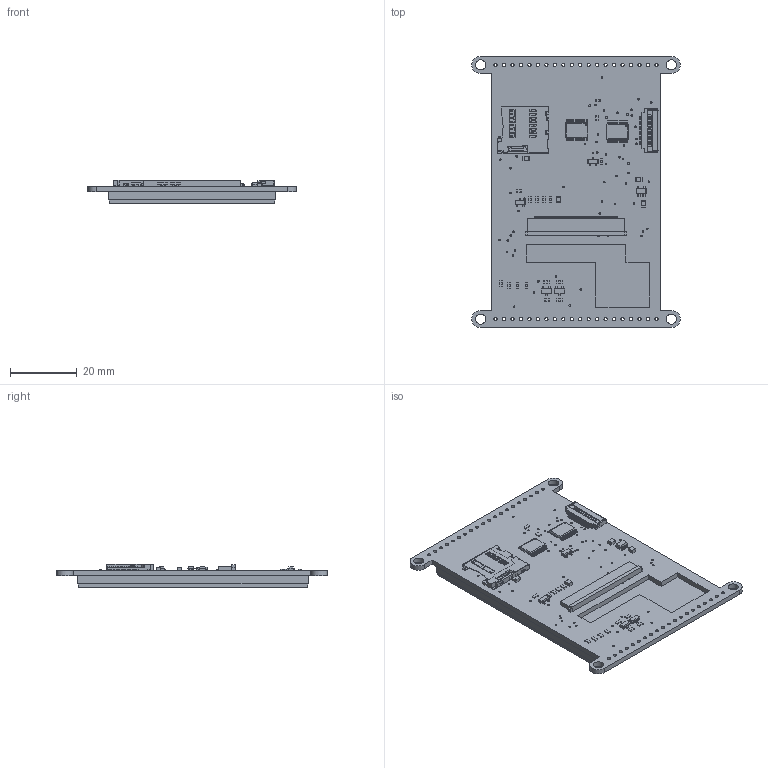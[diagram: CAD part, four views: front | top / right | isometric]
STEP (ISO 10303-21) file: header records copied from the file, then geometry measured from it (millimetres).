
FILE_DESCRIPTION(/* description */ (''),/* implementation_level */ '2;1');
FILE_NAME(/* name */ 'PCB Component.step',/* time_stamp */ '2024-07-15T09:14:55-04:00',/* author */ (''),/* organization */ (''),/* preprocessor_version */ 'ST-DEVELOPER v20',/* originating_system */ 'Autodesk Translation Framework v13.14.0.145',/* authorisation */ '');
FILE_SCHEMA (('AUTOMOTIVE_DESIGN { 1 0 10303 214 3 1 1 }'));
Products named in the file (11): PCB Component; Board; 2.2K; 10uF; 2.8" CTP ILI9341; BSS138; AP2112K-3.3; MicroSD; 74LVC245; EYE_SPI_DISPLAY_FLIP; FPC-50pin
Assembly tree (32 placements, depth 2):
  PCB Component
    Board
    2.2K  x16
    10uF  x4
    2.8" CTP ILI9341
    BSS138  x4
    AP2112K-3.3
    MicroSD
    74LVC245  x2
    EYE_SPI_DISPLAY_FLIP
    FPC-50pin
Bounding box: 62.48 x 81.28 x 6.95 mm (x, y, z)
Volume: 18548.5 mm3; surface area: 18489.4 mm2
Topology: 75 solids, 75 shells, 2782 faces, 7712 edges, 5097 vertices
Faces by surface type: plane 2133, cylinder 649
Full cylindrical faces by diameter (mm): 0.394 x6, 0.45 x2, 0.5 x79, 1 x40, 3 x4
Entity records: 68905 total; most frequent: CARTESIAN_POINT 11899, ORIENTED_EDGE 11774, DIRECTION 11172, EDGE_CURVE 5887, LINE 4820, VECTOR 4820, VERTEX_POINT 3903, AXIS2_PLACEMENT_3D 3176
